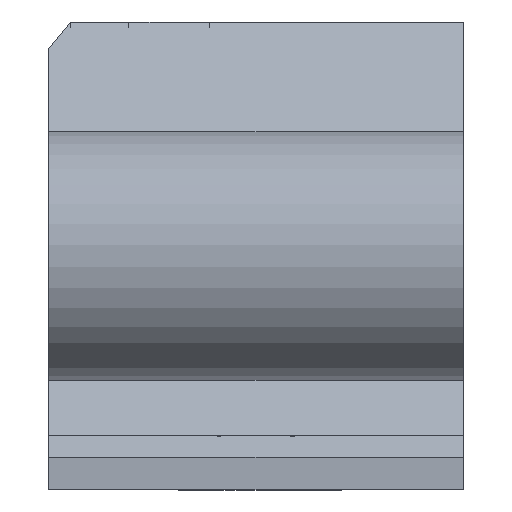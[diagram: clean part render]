
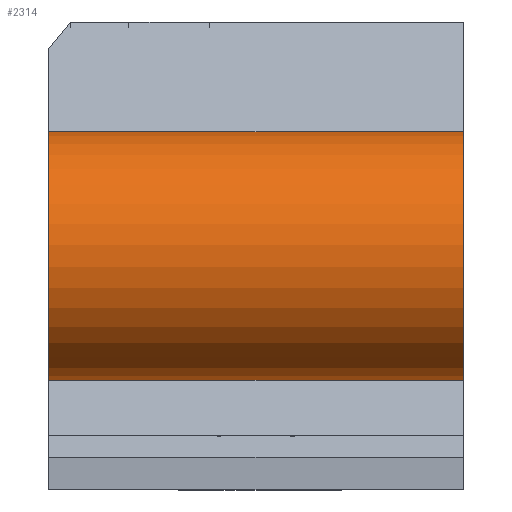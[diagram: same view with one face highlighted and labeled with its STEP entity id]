
A CAD part, front view. The second image highlights one B-rep face of the part: STEP entity #2314.
In plain terms, the highlighted cylindrical face has radius 11.5 mm (diameter 23 mm), a partial arc.
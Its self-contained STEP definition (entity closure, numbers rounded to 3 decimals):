
#100 = PLANE('',#101);
#101 = AXIS2_PLACEMENT_3D('',#102,#103,#104);
#102 = CARTESIAN_POINT('',(332.,-38.,16.5));
#103 = DIRECTION('',(0.,0.772,-0.636));
#104 = DIRECTION('',(0.,-0.636,-0.772));
#215 = PLANE('',#216);
#216 = AXIS2_PLACEMENT_3D('',#217,#218,#219);
#217 = CARTESIAN_POINT('',(332.,-17.,-15.135));
#218 = DIRECTION('',(1.,0.,0.));
#219 = DIRECTION('',(0.,1.,0.));
#788 = VERTEX_POINT('',#789);
#789 = CARTESIAN_POINT('',(370.1,-46.305,6.426));
#803 = PLANE('',#804);
#804 = AXIS2_PLACEMENT_3D('',#805,#806,#807);
#805 = CARTESIAN_POINT('',(370.1,-17.,-15.135));
#806 = DIRECTION('',(1.,0.,0.));
#807 = DIRECTION('',(0.,1.,0.));
#815 = EDGE_CURVE('',#816,#788,#818,.T.);
#816 = VERTEX_POINT('',#817);
#817 = CARTESIAN_POINT('',(332.,-46.305,6.426));
#818 = SURFACE_CURVE('',#819,(#823,#830),.PCURVE_S1.);
#819 = LINE('',#820,#821);
#820 = CARTESIAN_POINT('',(332.,-46.305,6.426));
#821 = VECTOR('',#822,1.);
#822 = DIRECTION('',(1.,0.,0.));
#823 = PCURVE('',#100,#824);
#824 = DEFINITIONAL_REPRESENTATION('',(#825),#829);
#825 = LINE('',#826,#827);
#826 = CARTESIAN_POINT('',(13.056,0.));
#827 = VECTOR('',#828,1.);
#828 = DIRECTION('',(0.,-1.));
#829 = ( GEOMETRIC_REPRESENTATION_CONTEXT(2) 
PARAMETRIC_REPRESENTATION_CONTEXT() REPRESENTATION_CONTEXT('2D SPACE',''
  ) );
#830 = PCURVE('',#831,#836);
#831 = CYLINDRICAL_SURFACE('',#832,11.5);
#832 = AXIS2_PLACEMENT_3D('',#833,#834,#835);
#833 = CARTESIAN_POINT('',(332.,-45.,-5.));
#834 = DIRECTION('',(-1.,0.,0.));
#835 = DIRECTION('',(0.,1.,0.));
#836 = DEFINITIONAL_REPRESENTATION('',(#837),#841);
#837 = LINE('',#838,#839);
#838 = CARTESIAN_POINT('',(-1.684,0.));
#839 = VECTOR('',#840,1.);
#840 = DIRECTION('',(-0.,-1.));
#841 = ( GEOMETRIC_REPRESENTATION_CONTEXT(2) 
PARAMETRIC_REPRESENTATION_CONTEXT() REPRESENTATION_CONTEXT('2D SPACE',''
  ) );
#972 = EDGE_CURVE('',#816,#973,#975,.T.);
#973 = VERTEX_POINT('',#974);
#974 = CARTESIAN_POINT('',(332.,-46.305,-16.426));
#975 = SURFACE_CURVE('',#976,(#981,#988),.PCURVE_S1.);
#976 = CIRCLE('',#977,11.5);
#977 = AXIS2_PLACEMENT_3D('',#978,#979,#980);
#978 = CARTESIAN_POINT('',(332.,-45.,-5.));
#979 = DIRECTION('',(1.,0.,0.));
#980 = DIRECTION('',(0.,1.,0.));
#981 = PCURVE('',#215,#982);
#982 = DEFINITIONAL_REPRESENTATION('',(#983),#987);
#983 = CIRCLE('',#984,11.5);
#984 = AXIS2_PLACEMENT_2D('',#985,#986);
#985 = CARTESIAN_POINT('',(-28.,10.135));
#986 = DIRECTION('',(1.,0.));
#987 = ( GEOMETRIC_REPRESENTATION_CONTEXT(2) 
PARAMETRIC_REPRESENTATION_CONTEXT() REPRESENTATION_CONTEXT('2D SPACE',''
  ) );
#988 = PCURVE('',#831,#989);
#989 = DEFINITIONAL_REPRESENTATION('',(#990),#994);
#990 = LINE('',#991,#992);
#991 = CARTESIAN_POINT('',(-0.,0.));
#992 = VECTOR('',#993,1.);
#993 = DIRECTION('',(-1.,0.));
#994 = ( GEOMETRIC_REPRESENTATION_CONTEXT(2) 
PARAMETRIC_REPRESENTATION_CONTEXT() REPRESENTATION_CONTEXT('2D SPACE',''
  ) );
#1012 = PLANE('',#1013);
#1013 = AXIS2_PLACEMENT_3D('',#1014,#1015,#1016);
#1014 = CARTESIAN_POINT('',(332.,-46.305,-16.426));
#1015 = DIRECTION('',(0.,0.772,-0.636));
#1016 = DIRECTION('',(0.,-0.636,-0.772));
#2314 = ADVANCED_FACE('',(#2315),#831,.T.);
#2315 = FACE_BOUND('',#2316,.F.);
#2316 = EDGE_LOOP('',(#2317,#2318,#2342,#2363));
#2317 = ORIENTED_EDGE('',*,*,#815,.T.);
#2318 = ORIENTED_EDGE('',*,*,#2319,.T.);
#2319 = EDGE_CURVE('',#788,#2320,#2322,.T.);
#2320 = VERTEX_POINT('',#2321);
#2321 = CARTESIAN_POINT('',(370.1,-46.305,-16.426));
#2322 = SURFACE_CURVE('',#2323,(#2328,#2335),.PCURVE_S1.);
#2323 = CIRCLE('',#2324,11.5);
#2324 = AXIS2_PLACEMENT_3D('',#2325,#2326,#2327);
#2325 = CARTESIAN_POINT('',(370.1,-45.,-5.));
#2326 = DIRECTION('',(1.,0.,0.));
#2327 = DIRECTION('',(0.,1.,0.));
#2328 = PCURVE('',#831,#2329);
#2329 = DEFINITIONAL_REPRESENTATION('',(#2330),#2334);
#2330 = LINE('',#2331,#2332);
#2331 = CARTESIAN_POINT('',(-0.,-38.1));
#2332 = VECTOR('',#2333,1.);
#2333 = DIRECTION('',(-1.,0.));
#2334 = ( GEOMETRIC_REPRESENTATION_CONTEXT(2) 
PARAMETRIC_REPRESENTATION_CONTEXT() REPRESENTATION_CONTEXT('2D SPACE',''
  ) );
#2335 = PCURVE('',#803,#2336);
#2336 = DEFINITIONAL_REPRESENTATION('',(#2337),#2341);
#2337 = CIRCLE('',#2338,11.5);
#2338 = AXIS2_PLACEMENT_2D('',#2339,#2340);
#2339 = CARTESIAN_POINT('',(-28.,10.135));
#2340 = DIRECTION('',(1.,0.));
#2341 = ( GEOMETRIC_REPRESENTATION_CONTEXT(2) 
PARAMETRIC_REPRESENTATION_CONTEXT() REPRESENTATION_CONTEXT('2D SPACE',''
  ) );
#2342 = ORIENTED_EDGE('',*,*,#2343,.F.);
#2343 = EDGE_CURVE('',#973,#2320,#2344,.T.);
#2344 = SURFACE_CURVE('',#2345,(#2349,#2356),.PCURVE_S1.);
#2345 = LINE('',#2346,#2347);
#2346 = CARTESIAN_POINT('',(332.,-46.305,-16.426));
#2347 = VECTOR('',#2348,1.);
#2348 = DIRECTION('',(1.,0.,0.));
#2349 = PCURVE('',#831,#2350);
#2350 = DEFINITIONAL_REPRESENTATION('',(#2351),#2355);
#2351 = LINE('',#2352,#2353);
#2352 = CARTESIAN_POINT('',(-4.599,0.));
#2353 = VECTOR('',#2354,1.);
#2354 = DIRECTION('',(-0.,-1.));
#2355 = ( GEOMETRIC_REPRESENTATION_CONTEXT(2) 
PARAMETRIC_REPRESENTATION_CONTEXT() REPRESENTATION_CONTEXT('2D SPACE',''
  ) );
#2356 = PCURVE('',#1012,#2357);
#2357 = DEFINITIONAL_REPRESENTATION('',(#2358),#2362);
#2358 = LINE('',#2359,#2360);
#2359 = CARTESIAN_POINT('',(0.,-0.));
#2360 = VECTOR('',#2361,1.);
#2361 = DIRECTION('',(0.,-1.));
#2362 = ( GEOMETRIC_REPRESENTATION_CONTEXT(2) 
PARAMETRIC_REPRESENTATION_CONTEXT() REPRESENTATION_CONTEXT('2D SPACE',''
  ) );
#2363 = ORIENTED_EDGE('',*,*,#972,.F.);
